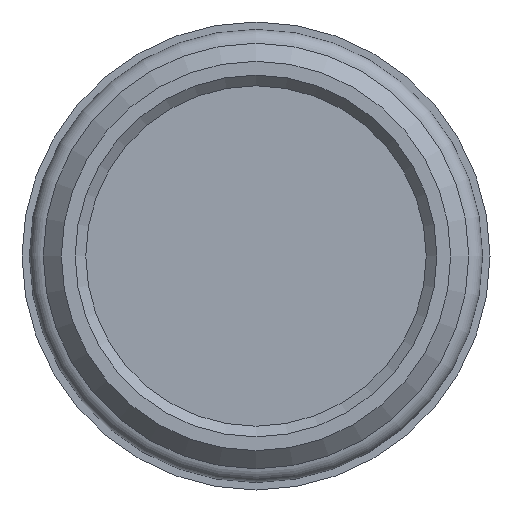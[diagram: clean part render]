
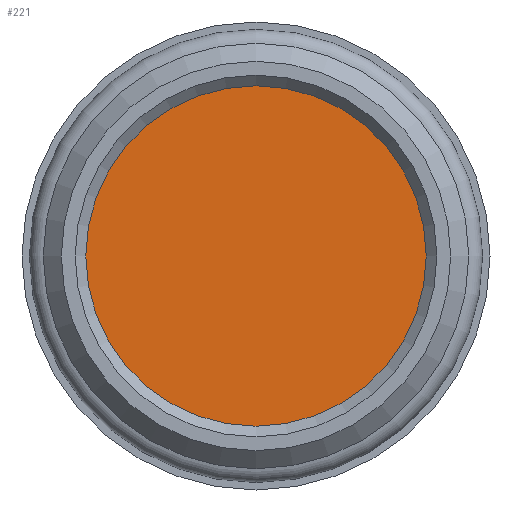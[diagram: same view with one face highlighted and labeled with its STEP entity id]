
A CAD part, front view. The second image highlights one B-rep face of the part: STEP entity #221.
In plain terms, the highlighted planar face has unit normal (0, -1, 0).
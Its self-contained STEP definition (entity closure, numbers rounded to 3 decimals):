
#44=FACE_OUTER_BOUND('',#59,.T.);
#59=EDGE_LOOP('',(#143));
#75=CIRCLE('',#261,8.);
#93=VERTEX_POINT('',#365);
#113=EDGE_CURVE('',#93,#93,#75,.T.);
#143=ORIENTED_EDGE('',*,*,#113,.F.);
#202=PLANE('',#260);
#221=ADVANCED_FACE('',(#44),#202,.F.);
#260=AXIS2_PLACEMENT_3D('',#364,#296,#297);
#261=AXIS2_PLACEMENT_3D('',#366,#298,#299);
#296=DIRECTION('center_axis',(0.,1.,0.));
#297=DIRECTION('ref_axis',(0.,0.,1.));
#298=DIRECTION('center_axis',(0.,1.,0.));
#299=DIRECTION('ref_axis',(1.,0.,0.));
#364=CARTESIAN_POINT('Origin',(-1.297,-3.834,0.));
#365=CARTESIAN_POINT('',(-9.297,-3.834,0.));
#366=CARTESIAN_POINT('Origin',(-1.297,-3.834,0.));
